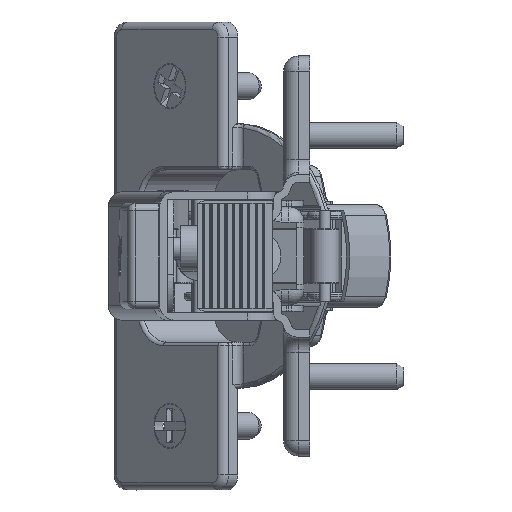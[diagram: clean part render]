
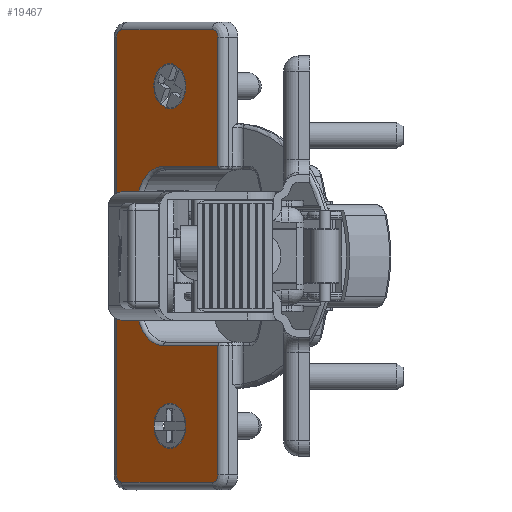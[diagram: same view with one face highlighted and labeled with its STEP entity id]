
A CAD part, left-side view. The second image highlights one B-rep face of the part: STEP entity #19467.
In plain terms, the highlighted face is planar.
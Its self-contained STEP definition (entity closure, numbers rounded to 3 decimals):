
#580=FACE_BOUND('',#6646,.T.);
#581=FACE_BOUND('',#6647,.T.);
#1026=PLANE('',#21433);
#2446=LINE('',#33380,#4055);
#2448=LINE('',#33404,#4057);
#2545=LINE('',#33900,#4154);
#2546=LINE('',#33919,#4155);
#2548=LINE('',#33939,#4157);
#2550=LINE('',#33959,#4159);
#2552=LINE('',#33976,#4161);
#4055=VECTOR('',#25754,10.);
#4057=VECTOR('',#25784,10.);
#4154=VECTOR('',#26291,10.);
#4155=VECTOR('',#26302,10.);
#4157=VECTOR('',#26314,10.);
#4159=VECTOR('',#26326,10.);
#4161=VECTOR('',#26336,10.);
#5547=FACE_OUTER_BOUND('',#6645,.T.);
#6645=EDGE_LOOP('',(#16783,#16784,#16785,#16786,#16787,#16788,#16789,#16790,
#16791,#16792,#16793,#16794,#16795,#16796));
#6646=EDGE_LOOP('',(#16797));
#6647=EDGE_LOOP('',(#16798));
#7347=CIRCLE('',#21116,2.9);
#7349=CIRCLE('',#21119,2.9);
#7380=CIRCLE('',#21166,4.9);
#7383=CIRCLE('',#21170,34.9);
#7386=CIRCLE('',#21174,4.9);
#7509=CIRCLE('',#21384,1.);
#7513=CIRCLE('',#21389,1.);
#7517=CIRCLE('',#21394,1.);
#7521=CIRCLE('',#21399,1.);
#8961=VERTEX_POINT('',#33055);
#8963=VERTEX_POINT('',#33061);
#9009=VERTEX_POINT('',#33372);
#9011=VERTEX_POINT('',#33378);
#9013=VERTEX_POINT('',#33384);
#9015=VERTEX_POINT('',#33390);
#9017=VERTEX_POINT('',#33396);
#9019=VERTEX_POINT('',#33402);
#9149=VERTEX_POINT('',#33898);
#9151=VERTEX_POINT('',#33911);
#9153=VERTEX_POINT('',#33917);
#9155=VERTEX_POINT('',#33931);
#9157=VERTEX_POINT('',#33937);
#9159=VERTEX_POINT('',#33951);
#9161=VERTEX_POINT('',#33957);
#9163=VERTEX_POINT('',#33971);
#11443=EDGE_CURVE('',#8961,#8961,#7347,.T.);
#11446=EDGE_CURVE('',#8963,#8963,#7349,.T.);
#11510=EDGE_CURVE('',#9011,#9009,#2446,.T.);
#11513=EDGE_CURVE('',#9013,#9011,#7380,.T.);
#11516=EDGE_CURVE('',#9015,#9013,#7383,.T.);
#11519=EDGE_CURVE('',#9017,#9015,#7386,.T.);
#11522=EDGE_CURVE('',#9019,#9017,#2448,.T.);
#11746=EDGE_CURVE('',#9149,#9019,#2545,.T.);
#11748=EDGE_CURVE('',#9151,#9149,#7509,.T.);
#11751=EDGE_CURVE('',#9153,#9151,#2546,.T.);
#11754=EDGE_CURVE('',#9155,#9153,#7513,.T.);
#11757=EDGE_CURVE('',#9157,#9155,#2548,.T.);
#11760=EDGE_CURVE('',#9159,#9157,#7517,.T.);
#11763=EDGE_CURVE('',#9161,#9159,#2550,.T.);
#11766=EDGE_CURVE('',#9163,#9161,#7521,.T.);
#11768=EDGE_CURVE('',#9009,#9163,#2552,.T.);
#16783=ORIENTED_EDGE('',*,*,#11522,.F.);
#16784=ORIENTED_EDGE('',*,*,#11746,.F.);
#16785=ORIENTED_EDGE('',*,*,#11748,.F.);
#16786=ORIENTED_EDGE('',*,*,#11751,.F.);
#16787=ORIENTED_EDGE('',*,*,#11754,.F.);
#16788=ORIENTED_EDGE('',*,*,#11757,.F.);
#16789=ORIENTED_EDGE('',*,*,#11760,.F.);
#16790=ORIENTED_EDGE('',*,*,#11763,.F.);
#16791=ORIENTED_EDGE('',*,*,#11766,.F.);
#16792=ORIENTED_EDGE('',*,*,#11768,.F.);
#16793=ORIENTED_EDGE('',*,*,#11510,.F.);
#16794=ORIENTED_EDGE('',*,*,#11513,.F.);
#16795=ORIENTED_EDGE('',*,*,#11516,.F.);
#16796=ORIENTED_EDGE('',*,*,#11519,.F.);
#16797=ORIENTED_EDGE('',*,*,#11443,.T.);
#16798=ORIENTED_EDGE('',*,*,#11446,.T.);
#19467=ADVANCED_FACE('',(#5547,#580,#581),#1026,.F.);
#21116=AXIS2_PLACEMENT_3D('',#33056,#25641,#25642);
#21119=AXIS2_PLACEMENT_3D('',#33062,#25648,#25649);
#21166=AXIS2_PLACEMENT_3D('',#33386,#25760,#25761);
#21170=AXIS2_PLACEMENT_3D('',#33392,#25768,#25769);
#21174=AXIS2_PLACEMENT_3D('',#33398,#25776,#25777);
#21384=AXIS2_PLACEMENT_3D('',#33913,#26294,#26295);
#21389=AXIS2_PLACEMENT_3D('',#33933,#26306,#26307);
#21394=AXIS2_PLACEMENT_3D('',#33953,#26318,#26319);
#21399=AXIS2_PLACEMENT_3D('',#33973,#26330,#26331);
#21433=AXIS2_PLACEMENT_3D('',#34057,#26427,#26428);
#25641=DIRECTION('center_axis',(-0.104,-0.995,0.));
#25642=DIRECTION('ref_axis',(0.995,-0.104,0.));
#25648=DIRECTION('center_axis',(-0.104,-0.995,0.));
#25649=DIRECTION('ref_axis',(0.995,-0.104,0.));
#25754=DIRECTION('',(-0.995,0.104,0.));
#25760=DIRECTION('center_axis',(0.104,0.995,0.));
#25761=DIRECTION('ref_axis',(0.616,-0.064,-0.785));
#25768=DIRECTION('center_axis',(0.104,0.995,0.));
#25769=DIRECTION('ref_axis',(0.995,-0.104,0.));
#25776=DIRECTION('center_axis',(0.104,0.995,0.));
#25777=DIRECTION('ref_axis',(0.616,-0.064,0.785));
#25784=DIRECTION('',(0.995,-0.104,0.));
#26291=DIRECTION('',(0.,0.,-1.));
#26294=DIRECTION('center_axis',(-0.104,-0.995,0.));
#26295=DIRECTION('ref_axis',(-0.703,0.073,0.707));
#26302=DIRECTION('',(-0.995,0.104,0.));
#26306=DIRECTION('center_axis',(-0.104,-0.995,0.));
#26307=DIRECTION('ref_axis',(0.703,-0.073,0.707));
#26314=DIRECTION('',(0.,0.,1.));
#26318=DIRECTION('center_axis',(-0.104,-0.995,0.));
#26319=DIRECTION('ref_axis',(0.703,-0.073,-0.707));
#26326=DIRECTION('',(0.995,-0.104,0.));
#26330=DIRECTION('center_axis',(-0.104,-0.995,0.));
#26331=DIRECTION('ref_axis',(-0.703,0.073,-0.707));
#26336=DIRECTION('',(0.,0.,-1.));
#26427=DIRECTION('center_axis',(-0.104,-0.995,0.));
#26428=DIRECTION('ref_axis',(0.,0.,-1.));
#33055=CARTESIAN_POINT('',(123.932,-18.515,-22.5));
#33056=CARTESIAN_POINT('Origin',(126.816,-18.816,-22.5));
#33061=CARTESIAN_POINT('',(123.932,-18.515,22.5));
#33062=CARTESIAN_POINT('Origin',(126.816,-18.816,22.5));
#33372=CARTESIAN_POINT('',(117.865,-17.881,-11.9));
#33378=CARTESIAN_POINT('',(127.982,-18.938,-11.9));
#33380=CARTESIAN_POINT('',(121.659,-18.277,-11.9));
#33384=CARTESIAN_POINT('',(132.721,-19.433,-8.143));
#33386=CARTESIAN_POINT('Origin',(127.982,-18.938,-7.));
#33390=CARTESIAN_POINT('',(132.721,-19.433,8.143));
#33392=CARTESIAN_POINT('Origin',(98.968,-15.906,0.));
#33396=CARTESIAN_POINT('',(127.982,-18.938,11.9));
#33398=CARTESIAN_POINT('Origin',(127.982,-18.938,7.));
#33402=CARTESIAN_POINT('',(117.865,-17.881,11.9));
#33404=CARTESIAN_POINT('',(128.271,-18.968,11.9));
#33898=CARTESIAN_POINT('',(117.865,-17.881,29.));
#33900=CARTESIAN_POINT('',(117.865,-17.881,5.7));
#33911=CARTESIAN_POINT('',(118.86,-17.985,30.));
#33913=CARTESIAN_POINT('Origin',(118.86,-17.985,29.));
#33917=CARTESIAN_POINT('',(135.768,-19.752,30.));
#33919=CARTESIAN_POINT('',(123.71,-18.492,30.));
#33931=CARTESIAN_POINT('',(136.762,-19.855,29.));
#33933=CARTESIAN_POINT('Origin',(135.768,-19.752,29.));
#33937=CARTESIAN_POINT('',(136.762,-19.855,-29.));
#33939=CARTESIAN_POINT('',(136.762,-19.855,14.5));
#33951=CARTESIAN_POINT('',(135.768,-19.752,-30.));
#33953=CARTESIAN_POINT('Origin',(135.768,-19.752,-29.));
#33957=CARTESIAN_POINT('',(118.86,-17.985,-30.));
#33959=CARTESIAN_POINT('',(132.164,-19.375,-30.));
#33971=CARTESIAN_POINT('',(117.865,-17.881,-29.));
#33973=CARTESIAN_POINT('Origin',(118.86,-17.985,-29.));
#33976=CARTESIAN_POINT('',(117.865,-17.881,-14.5));
#34057=CARTESIAN_POINT('Origin',(128.561,-18.998,0.));
